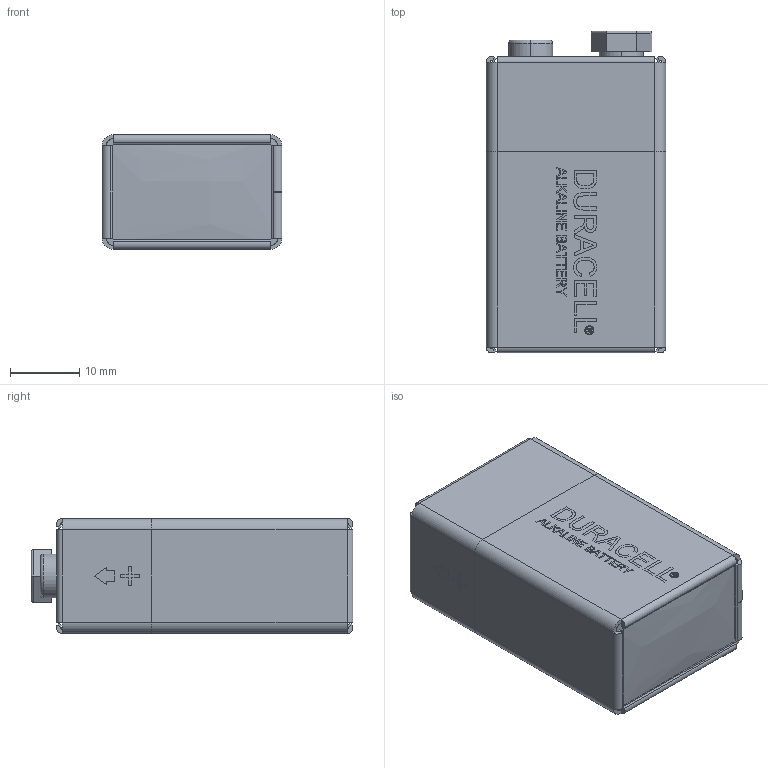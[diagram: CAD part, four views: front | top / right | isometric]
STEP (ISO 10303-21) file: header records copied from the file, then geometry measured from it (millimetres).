
FILE_DESCRIPTION (( 'STEP AP214' ), '1' );
FILE_NAME ('F4B09A65-A98A-4E06-A9BB-6AACC5FF04D5.STEP', '2024-01-18T13:49:09', ( '' ), ( '' ), 'SwSTEP 2.0', 'SolidWorks 2022', '' );
FILE_SCHEMA (( 'AUTOMOTIVE_DESIGN' ));
Length unit declared in the file: millimetre
Products named in the file (1): F4B09A65-A98A-4E06-A9BB-6AACC5FF04D5
Bounding box: 26 x 46.51 x 16.6 mm (x, y, z)
Surface area: 4943.8 mm2 (no closed solid volume)
Topology: 0 solids, 6 shells, 230 faces, 1058 edges, 925 vertices
Faces by surface type: plane 185, cylinder 40, cone 2, torus 2, bspline 1
Entity records: 16696 total; most frequent: CARTESIAN_POINT 5613, ORIENTED_EDGE 2012, DIRECTION 1344, EDGE_CURVE 1058, VERTEX_POINT 925, LINE 708, VECTOR 708, EDGE_LOOP 325
